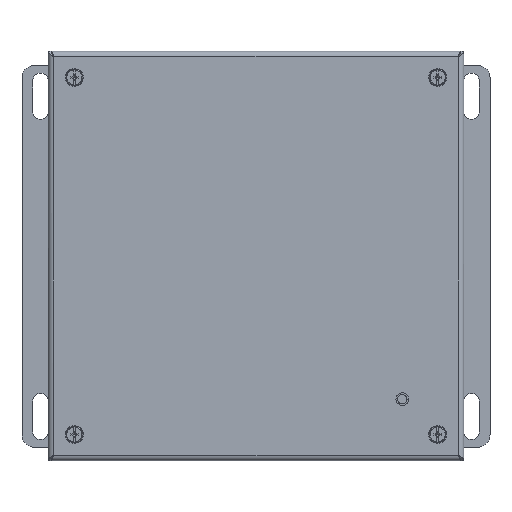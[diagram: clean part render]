
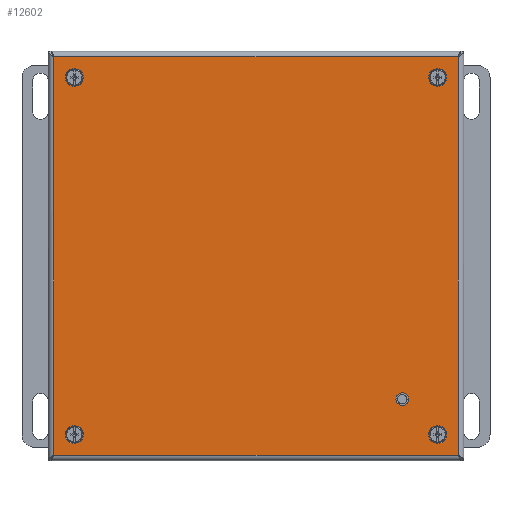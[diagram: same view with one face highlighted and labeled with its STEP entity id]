
A CAD part, top view. The second image highlights one B-rep face of the part: STEP entity #12602.
In plain terms, the highlighted planar face has unit normal (0, 0, -1).
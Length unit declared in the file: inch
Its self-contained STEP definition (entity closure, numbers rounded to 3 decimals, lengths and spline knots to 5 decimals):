
#27 = EDGE_LOOP ( 'NONE', ( #31589 ) ) ;
#64 = CARTESIAN_POINT ( 'NONE',  ( 8.28125, 8.04425, 4.135 ) ) ;
#625 = DIRECTION ( 'NONE',  ( 0., 0., -1. ) ) ;
#745 = CARTESIAN_POINT ( 'NONE',  ( -0.04425, 8.04425, 4.135 ) ) ;
#969 = EDGE_CURVE ( 'NONE', #26978, #29541, #22205, .T. ) ;
#1527 = ORIENTED_EDGE ( 'NONE', *, *, #31496, .F. ) ;
#1540 = CARTESIAN_POINT ( 'NONE',  ( 7.883, 7.625, 4.135 ) ) ;
#1675 = FACE_OUTER_BOUND ( 'NONE', #6914, .T. ) ;
#1942 = DIRECTION ( 'NONE',  ( 0., 0., -1. ) ) ;
#2495 = CARTESIAN_POINT ( 'NONE',  ( 8.16925, 8.15625, 4.135 ) ) ;
#2689 = DIRECTION ( 'NONE',  ( -1., 0., 0. ) ) ;
#3511 = CARTESIAN_POINT ( 'NONE',  ( 0.375, 7.625, 4.135 ) ) ;
#3941 = CIRCLE ( 'NONE', #8142, 0.133 ) ;
#4259 = ORIENTED_EDGE ( 'NONE', *, *, #31917, .F. ) ;
#4310 = CARTESIAN_POINT ( 'NONE',  ( 8.28125, -0.04425, 4.135 ) ) ;
#6451 = FACE_BOUND ( 'NONE', #12441, .T. ) ;
#6628 = DIRECTION ( 'NONE',  ( 1., 0., 0. ) ) ;
#6781 = LINE ( 'NONE', #4310, #18580 ) ;
#6811 = VERTEX_POINT ( 'NONE', #745 ) ;
#6914 = EDGE_LOOP ( 'NONE', ( #1527, #10569, #18508, #30934 ) ) ;
#7796 = LINE ( 'NONE', #64, #26097 ) ;
#8142 = AXIS2_PLACEMENT_3D ( 'NONE', #8355, #625, #15596 ) ;
#8355 = CARTESIAN_POINT ( 'NONE',  ( 7.75, 7.625, 4.135 ) ) ;
#8527 = ORIENTED_EDGE ( 'NONE', *, *, #15563, .F. ) ;
#8790 = DIRECTION ( 'NONE',  ( 0., -1., 0. ) ) ;
#8927 = EDGE_CURVE ( 'NONE', #13077, #13077, #10326, .T. ) ;
#8942 = CARTESIAN_POINT ( 'NONE',  ( -0.04425, 8.15625, 4.135 ) ) ;
#9582 = EDGE_CURVE ( 'NONE', #6811, #13858, #26198, .T. ) ;
#9860 = DIRECTION ( 'NONE',  ( 1., 0., 0. ) ) ;
#10326 = CIRCLE ( 'NONE', #11377, 0.133 ) ;
#10471 = VECTOR ( 'NONE', #32218, 39.37008 ) ;
#10569 = ORIENTED_EDGE ( 'NONE', *, *, #9582, .F. ) ;
#11252 = VERTEX_POINT ( 'NONE', #28668 ) ;
#11311 = CARTESIAN_POINT ( 'NONE',  ( 7.03125, 1.09375, 4.135 ) ) ;
#11377 = AXIS2_PLACEMENT_3D ( 'NONE', #22337, #12654, #9860 ) ;
#11402 = FACE_BOUND ( 'NONE', #24742, .T. ) ;
#11711 = PLANE ( 'NONE',  #16273 ) ;
#12441 = EDGE_LOOP ( 'NONE', ( #8527 ) ) ;
#12602 = ADVANCED_FACE ( 'NONE', ( #11402, #31426, #6451, #16467, #24184, #1675 ), #11711, .F. ) ;
#12654 = DIRECTION ( 'NONE',  ( 0., 0., -1. ) ) ;
#12712 = EDGE_LOOP ( 'NONE', ( #20906 ) ) ;
#13077 = VERTEX_POINT ( 'NONE', #15078 ) ;
#13858 = VERTEX_POINT ( 'NONE', #18573 ) ;
#14261 = DIRECTION ( 'NONE',  ( 1., 0., 0. ) ) ;
#14334 = DIRECTION ( 'NONE',  ( 1., 0., 0. ) ) ;
#14475 = AXIS2_PLACEMENT_3D ( 'NONE', #3511, #23702, #6628 ) ;
#15078 = CARTESIAN_POINT ( 'NONE',  ( 0.508, 0.375, 4.135 ) ) ;
#15563 = EDGE_CURVE ( 'NONE', #11252, #11252, #20161, .T. ) ;
#15596 = DIRECTION ( 'NONE',  ( 1., 0., 0. ) ) ;
#16273 = AXIS2_PLACEMENT_3D ( 'NONE', #29287, #26815, #21721 ) ;
#16467 = FACE_BOUND ( 'NONE', #12712, .T. ) ;
#16868 = CARTESIAN_POINT ( 'NONE',  ( 8.16925, -0.04425, 4.135 ) ) ;
#17328 = VERTEX_POINT ( 'NONE', #22722 ) ;
#17907 = EDGE_CURVE ( 'NONE', #29639, #29639, #3941, .T. ) ;
#18508 = ORIENTED_EDGE ( 'NONE', *, *, #30069, .F. ) ;
#18573 = CARTESIAN_POINT ( 'NONE',  ( -0.04425, -0.04425, 4.135 ) ) ;
#18580 = VECTOR ( 'NONE', #14334, 39.37008 ) ;
#18702 = DIRECTION ( 'NONE',  ( 0., 0., -1. ) ) ;
#19430 = ORIENTED_EDGE ( 'NONE', *, *, #8927, .F. ) ;
#19685 = CIRCLE ( 'NONE', #20708, 0.09655 ) ;
#20161 = CIRCLE ( 'NONE', #14475, 0.133 ) ;
#20708 = AXIS2_PLACEMENT_3D ( 'NONE', #11311, #1942, #14261 ) ;
#20900 = CARTESIAN_POINT ( 'NONE',  ( 7.1278, 1.09375, 4.135 ) ) ;
#20906 = ORIENTED_EDGE ( 'NONE', *, *, #17907, .F. ) ;
#20950 = EDGE_LOOP ( 'NONE', ( #19430 ) ) ;
#20984 = DIRECTION ( 'NONE',  ( 1., 0., 0. ) ) ;
#21721 = DIRECTION ( 'NONE',  ( 1., 0., 0. ) ) ;
#22205 = LINE ( 'NONE', #2495, #10471 ) ;
#22337 = CARTESIAN_POINT ( 'NONE',  ( 0.375, 0.375, 4.135 ) ) ;
#22722 = CARTESIAN_POINT ( 'NONE',  ( 7.883, 0.375, 4.135 ) ) ;
#23186 = VERTEX_POINT ( 'NONE', #20900 ) ;
#23702 = DIRECTION ( 'NONE',  ( 0., 0., -1. ) ) ;
#23759 = CARTESIAN_POINT ( 'NONE',  ( 8.16925, 8.04425, 4.135 ) ) ;
#24184 = FACE_BOUND ( 'NONE', #27, .T. ) ;
#24742 = EDGE_LOOP ( 'NONE', ( #4259 ) ) ;
#25368 = EDGE_CURVE ( 'NONE', #17328, #17328, #30232, .T. ) ;
#26097 = VECTOR ( 'NONE', #2689, 39.37008 ) ;
#26198 = LINE ( 'NONE', #8942, #31328 ) ;
#26815 = DIRECTION ( 'NONE',  ( 0., 0., 1. ) ) ;
#26978 = VERTEX_POINT ( 'NONE', #16868 ) ;
#28668 = CARTESIAN_POINT ( 'NONE',  ( 0.508, 7.625, 4.135 ) ) ;
#29287 = CARTESIAN_POINT ( 'NONE',  ( 8.28125, 8.15625, 4.135 ) ) ;
#29541 = VERTEX_POINT ( 'NONE', #23759 ) ;
#29639 = VERTEX_POINT ( 'NONE', #1540 ) ;
#30069 = EDGE_CURVE ( 'NONE', #29541, #6811, #7796, .T. ) ;
#30232 = CIRCLE ( 'NONE', #30735, 0.133 ) ;
#30735 = AXIS2_PLACEMENT_3D ( 'NONE', #31165, #18702, #20984 ) ;
#30934 = ORIENTED_EDGE ( 'NONE', *, *, #969, .F. ) ;
#31165 = CARTESIAN_POINT ( 'NONE',  ( 7.75, 0.375, 4.135 ) ) ;
#31328 = VECTOR ( 'NONE', #8790, 39.37008 ) ;
#31426 = FACE_BOUND ( 'NONE', #20950, .T. ) ;
#31496 = EDGE_CURVE ( 'NONE', #13858, #26978, #6781, .T. ) ;
#31589 = ORIENTED_EDGE ( 'NONE', *, *, #25368, .F. ) ;
#31917 = EDGE_CURVE ( 'NONE', #23186, #23186, #19685, .T. ) ;
#32218 = DIRECTION ( 'NONE',  ( 0., 1., 0. ) ) ;
